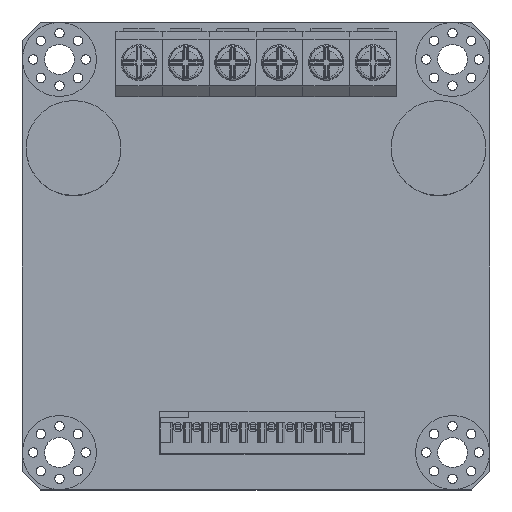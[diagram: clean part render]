
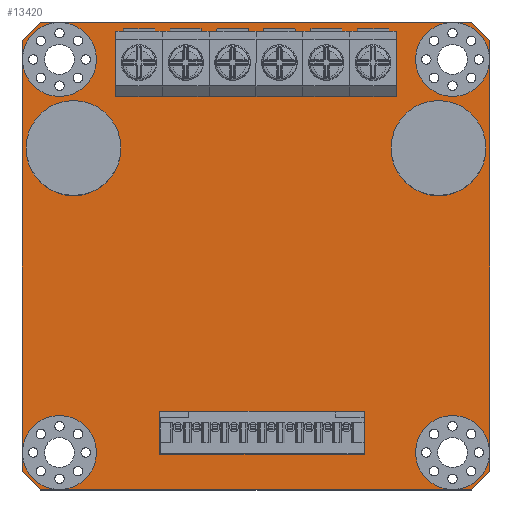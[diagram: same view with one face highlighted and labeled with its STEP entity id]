
A CAD part, top view. The second image highlights one B-rep face of the part: STEP entity #13420.
In plain terms, the highlighted planar face has unit normal (0, 0, 1).
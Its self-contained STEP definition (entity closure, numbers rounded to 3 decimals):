
#175=FACE_BOUND('',#2438,.T.);
#176=FACE_BOUND('',#2439,.T.);
#177=FACE_BOUND('',#2440,.T.);
#178=FACE_BOUND('',#2441,.T.);
#963=PLANE('',#14338);
#1651=FACE_OUTER_BOUND('',#2437,.T.);
#2437=EDGE_LOOP('',(#12320,#12321,#12322,#12323,#12324,#12325,#12326,#12327));
#2438=EDGE_LOOP('',(#12328));
#2439=EDGE_LOOP('',(#12329));
#2440=EDGE_LOOP('',(#12330));
#2441=EDGE_LOOP('',(#12331));
#3904=LINE('',#31207,#5299);
#3907=LINE('',#31213,#5302);
#3910=LINE('',#31219,#5305);
#3913=LINE('',#31225,#5308);
#3916=LINE('',#31231,#5311);
#3919=LINE('',#31237,#5314);
#3922=LINE('',#31243,#5317);
#3925=LINE('',#31247,#5320);
#5299=VECTOR('',#17363,10.);
#5302=VECTOR('',#17368,10.);
#5305=VECTOR('',#17373,10.);
#5308=VECTOR('',#17378,10.);
#5311=VECTOR('',#17383,10.);
#5314=VECTOR('',#17388,10.);
#5317=VECTOR('',#17393,10.);
#5320=VECTOR('',#17398,10.);
#5486=CIRCLE('',#14319,3.95);
#5488=CIRCLE('',#14322,3.95);
#5490=CIRCLE('',#14325,3.95);
#5492=CIRCLE('',#14328,3.95);
#6866=VERTEX_POINT('',#31177);
#6868=VERTEX_POINT('',#31183);
#6870=VERTEX_POINT('',#31189);
#6872=VERTEX_POINT('',#31195);
#6876=VERTEX_POINT('',#31204);
#6877=VERTEX_POINT('',#31206);
#6879=VERTEX_POINT('',#31212);
#6881=VERTEX_POINT('',#31218);
#6883=VERTEX_POINT('',#31224);
#6885=VERTEX_POINT('',#31230);
#6887=VERTEX_POINT('',#31236);
#6889=VERTEX_POINT('',#31242);
#8686=EDGE_CURVE('',#6866,#6866,#5486,.T.);
#8689=EDGE_CURVE('',#6868,#6868,#5488,.T.);
#8692=EDGE_CURVE('',#6870,#6870,#5490,.T.);
#8695=EDGE_CURVE('',#6872,#6872,#5492,.T.);
#8700=EDGE_CURVE('',#6877,#6876,#3904,.T.);
#8703=EDGE_CURVE('',#6879,#6877,#3907,.T.);
#8706=EDGE_CURVE('',#6881,#6879,#3910,.T.);
#8709=EDGE_CURVE('',#6883,#6881,#3913,.T.);
#8712=EDGE_CURVE('',#6885,#6883,#3916,.T.);
#8715=EDGE_CURVE('',#6887,#6885,#3919,.T.);
#8718=EDGE_CURVE('',#6889,#6887,#3922,.T.);
#8721=EDGE_CURVE('',#6876,#6889,#3925,.T.);
#12320=ORIENTED_EDGE('',*,*,#8721,.T.);
#12321=ORIENTED_EDGE('',*,*,#8718,.T.);
#12322=ORIENTED_EDGE('',*,*,#8715,.T.);
#12323=ORIENTED_EDGE('',*,*,#8712,.T.);
#12324=ORIENTED_EDGE('',*,*,#8709,.T.);
#12325=ORIENTED_EDGE('',*,*,#8706,.T.);
#12326=ORIENTED_EDGE('',*,*,#8703,.T.);
#12327=ORIENTED_EDGE('',*,*,#8700,.T.);
#12328=ORIENTED_EDGE('',*,*,#8695,.T.);
#12329=ORIENTED_EDGE('',*,*,#8692,.T.);
#12330=ORIENTED_EDGE('',*,*,#8689,.T.);
#12331=ORIENTED_EDGE('',*,*,#8686,.T.);
#13420=ADVANCED_FACE('',(#1651,#175,#176,#177,#178),#963,.T.);
#14319=AXIS2_PLACEMENT_3D('',#31178,#17333,#17334);
#14322=AXIS2_PLACEMENT_3D('',#31184,#17340,#17341);
#14325=AXIS2_PLACEMENT_3D('',#31190,#17347,#17348);
#14328=AXIS2_PLACEMENT_3D('',#31196,#17354,#17355);
#14338=AXIS2_PLACEMENT_3D('',#31248,#17399,#17400);
#17333=DIRECTION('center_axis',(0.,0.,-1.));
#17334=DIRECTION('ref_axis',(1.,0.,0.));
#17340=DIRECTION('center_axis',(0.,0.,-1.));
#17341=DIRECTION('ref_axis',(1.,0.,0.));
#17347=DIRECTION('center_axis',(0.,0.,-1.));
#17348=DIRECTION('ref_axis',(1.,0.,0.));
#17354=DIRECTION('center_axis',(0.,0.,-1.));
#17355=DIRECTION('ref_axis',(1.,0.,0.));
#17363=DIRECTION('',(0.,-1.,0.));
#17368=DIRECTION('',(-0.707,-0.707,0.));
#17373=DIRECTION('',(-1.,0.,0.));
#17378=DIRECTION('',(-0.707,0.707,0.));
#17383=DIRECTION('',(0.,1.,0.));
#17388=DIRECTION('',(0.707,0.707,0.));
#17393=DIRECTION('',(1.,0.,0.));
#17398=DIRECTION('',(0.707,-0.707,0.));
#17399=DIRECTION('center_axis',(0.,0.,1.));
#17400=DIRECTION('ref_axis',(1.,0.,0.));
#31177=CARTESIAN_POINT('',(-24.95,21.,1.6));
#31178=CARTESIAN_POINT('Origin',(-21.,21.,1.6));
#31183=CARTESIAN_POINT('',(17.05,-21.,1.6));
#31184=CARTESIAN_POINT('Origin',(21.,-21.,1.6));
#31189=CARTESIAN_POINT('',(-24.95,-21.,1.6));
#31190=CARTESIAN_POINT('Origin',(-21.,-21.,1.6));
#31195=CARTESIAN_POINT('',(17.05,21.,1.6));
#31196=CARTESIAN_POINT('Origin',(21.,21.,1.6));
#31204=CARTESIAN_POINT('',(-25.,-23.,1.6));
#31206=CARTESIAN_POINT('',(-25.,23.,1.6));
#31207=CARTESIAN_POINT('',(-25.,-23.,1.6));
#31212=CARTESIAN_POINT('',(-23.,25.,1.6));
#31213=CARTESIAN_POINT('',(-23.,25.,1.6));
#31218=CARTESIAN_POINT('',(23.,25.,1.6));
#31219=CARTESIAN_POINT('',(-23.,25.,1.6));
#31224=CARTESIAN_POINT('',(25.,23.,1.6));
#31225=CARTESIAN_POINT('',(25.,23.,1.6));
#31230=CARTESIAN_POINT('',(25.,-23.,1.6));
#31231=CARTESIAN_POINT('',(25.,23.,1.6));
#31236=CARTESIAN_POINT('',(23.,-25.,1.6));
#31237=CARTESIAN_POINT('',(23.,-25.,1.6));
#31242=CARTESIAN_POINT('',(-23.,-25.,1.6));
#31243=CARTESIAN_POINT('',(23.,-25.,1.6));
#31247=CARTESIAN_POINT('',(-25.,-23.,1.6));
#31248=CARTESIAN_POINT('Origin',(0.,0.,1.6));
